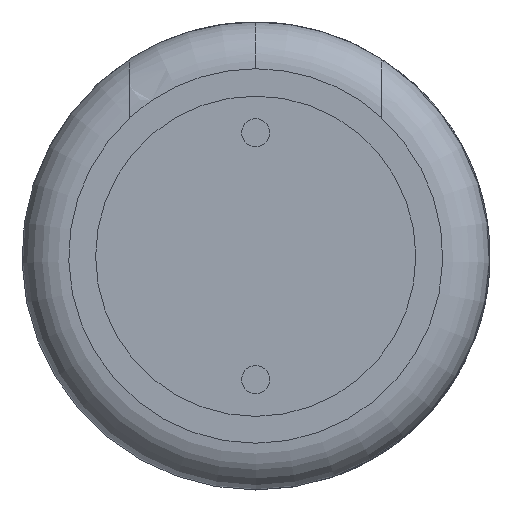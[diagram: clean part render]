
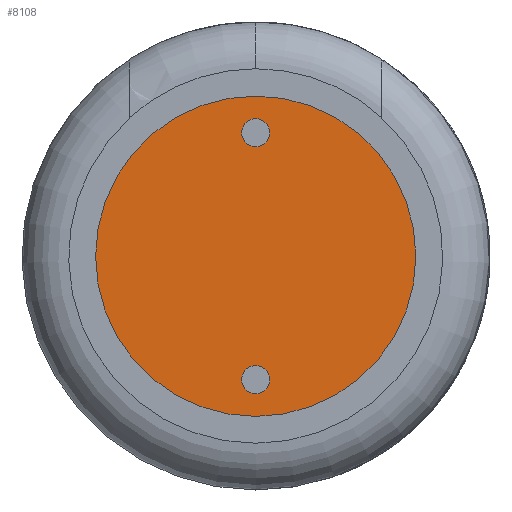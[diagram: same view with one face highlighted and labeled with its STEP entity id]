
A CAD part, front view. The second image highlights one B-rep face of the part: STEP entity #8108.
In plain terms, the highlighted planar face has unit normal (0, -1, 0).
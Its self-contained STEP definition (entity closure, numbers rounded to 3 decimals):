
#111 = CARTESIAN_POINT ( 'NONE',  ( 0., -4.931, -2.64 ) ) ;
#348 = CARTESIAN_POINT ( 'NONE',  ( 0., -4.931, 2.64 ) ) ;
#420 = DIRECTION ( 'NONE',  ( 0., 0., -1. ) ) ;
#513 = DIRECTION ( 'NONE',  ( 0., 0., -1. ) ) ;
#528 = DIRECTION ( 'NONE',  ( 0., 0., -1. ) ) ;
#791 = CIRCLE ( 'NONE', #11967, 0.3 ) ;
#1227 = DIRECTION ( 'NONE',  ( 0., 0., -1. ) ) ;
#1704 = CARTESIAN_POINT ( 'NONE',  ( 0., -4.931, -3.425 ) ) ;
#1826 = AXIS2_PLACEMENT_3D ( 'NONE', #111, #11710, #1227 ) ;
#1952 = ORIENTED_EDGE ( 'NONE', *, *, #3077, .F. ) ;
#1967 = ORIENTED_EDGE ( 'NONE', *, *, #7978, .F. ) ;
#2362 = EDGE_CURVE ( 'NONE', #8793, #3607, #3892, .T. ) ;
#2644 = CIRCLE ( 'NONE', #12984, 3.425 ) ;
#2647 = CARTESIAN_POINT ( 'NONE',  ( 0., -4.931, 3.425 ) ) ;
#2977 = CARTESIAN_POINT ( 'NONE',  ( 0., -4.931, 2.94 ) ) ;
#3077 = EDGE_CURVE ( 'NONE', #9866, #13476, #4560, .T. ) ;
#3135 = ORIENTED_EDGE ( 'NONE', *, *, #12131, .F. ) ;
#3303 = ORIENTED_EDGE ( 'NONE', *, *, #3926, .F. ) ;
#3547 = FACE_BOUND ( 'NONE', #8712, .T. ) ;
#3607 = VERTEX_POINT ( 'NONE', #2977 ) ;
#3892 = CIRCLE ( 'NONE', #6744, 0.3 ) ;
#3926 = EDGE_CURVE ( 'NONE', #13476, #9866, #2644, .T. ) ;
#4200 = DIRECTION ( 'NONE',  ( 0., 0., 1. ) ) ;
#4383 = EDGE_LOOP ( 'NONE', ( #3135, #12064 ) ) ;
#4560 = CIRCLE ( 'NONE', #9370, 3.425 ) ;
#4924 = EDGE_CURVE ( 'NONE', #10474, #5230, #791, .T. ) ;
#5230 = VERTEX_POINT ( 'NONE', #11302 ) ;
#5621 = DIRECTION ( 'NONE',  ( 0., -1., 0. ) ) ;
#6744 = AXIS2_PLACEMENT_3D ( 'NONE', #348, #5621, #8714 ) ;
#6765 = PLANE ( 'NONE',  #9969 ) ;
#6967 = EDGE_LOOP ( 'NONE', ( #3303, #1952 ) ) ;
#7468 = ORIENTED_EDGE ( 'NONE', *, *, #2362, .F. ) ;
#7724 = CIRCLE ( 'NONE', #1826, 0.3 ) ;
#7912 = DIRECTION ( 'NONE',  ( 0., -1., 0. ) ) ;
#7958 = CARTESIAN_POINT ( 'NONE',  ( 0., -4.931, 0. ) ) ;
#7978 = EDGE_CURVE ( 'NONE', #3607, #8793, #8881, .T. ) ;
#8108 = ADVANCED_FACE ( 'NONE', ( #11052, #3547, #13154 ), #6765, .T. ) ;
#8712 = EDGE_LOOP ( 'NONE', ( #1967, #7468 ) ) ;
#8714 = DIRECTION ( 'NONE',  ( 0., 0., -1. ) ) ;
#8793 = VERTEX_POINT ( 'NONE', #12503 ) ;
#8881 = CIRCLE ( 'NONE', #11272, 0.3 ) ;
#9370 = AXIS2_PLACEMENT_3D ( 'NONE', #11453, #9392, #4200 ) ;
#9392 = DIRECTION ( 'NONE',  ( 0., 1., 0. ) ) ;
#9866 = VERTEX_POINT ( 'NONE', #1704 ) ;
#9942 = DIRECTION ( 'NONE',  ( 0., 1., 0. ) ) ;
#9969 = AXIS2_PLACEMENT_3D ( 'NONE', #13024, #7912, #513 ) ;
#10474 = VERTEX_POINT ( 'NONE', #11032 ) ;
#10822 = DIRECTION ( 'NONE',  ( 0., -1., 0. ) ) ;
#11032 = CARTESIAN_POINT ( 'NONE',  ( 0., -4.931, -2.94 ) ) ;
#11052 = FACE_BOUND ( 'NONE', #4383, .T. ) ;
#11272 = AXIS2_PLACEMENT_3D ( 'NONE', #13171, #12193, #528 ) ;
#11302 = CARTESIAN_POINT ( 'NONE',  ( 0., -4.931, -2.34 ) ) ;
#11453 = CARTESIAN_POINT ( 'NONE',  ( 0., -4.931, 0. ) ) ;
#11678 = CARTESIAN_POINT ( 'NONE',  ( 0., -4.931, -2.64 ) ) ;
#11710 = DIRECTION ( 'NONE',  ( 0., -1., 0. ) ) ;
#11967 = AXIS2_PLACEMENT_3D ( 'NONE', #11678, #10822, #420 ) ;
#12064 = ORIENTED_EDGE ( 'NONE', *, *, #4924, .F. ) ;
#12131 = EDGE_CURVE ( 'NONE', #5230, #10474, #7724, .T. ) ;
#12151 = DIRECTION ( 'NONE',  ( 0., 0., 1. ) ) ;
#12193 = DIRECTION ( 'NONE',  ( 0., -1., 0. ) ) ;
#12503 = CARTESIAN_POINT ( 'NONE',  ( 0., -4.931, 2.34 ) ) ;
#12984 = AXIS2_PLACEMENT_3D ( 'NONE', #7958, #9942, #12151 ) ;
#13024 = CARTESIAN_POINT ( 'NONE',  ( 0., -4.931, 3.425 ) ) ;
#13154 = FACE_OUTER_BOUND ( 'NONE', #6967, .T. ) ;
#13171 = CARTESIAN_POINT ( 'NONE',  ( 0., -4.931, 2.64 ) ) ;
#13476 = VERTEX_POINT ( 'NONE', #2647 ) ;
